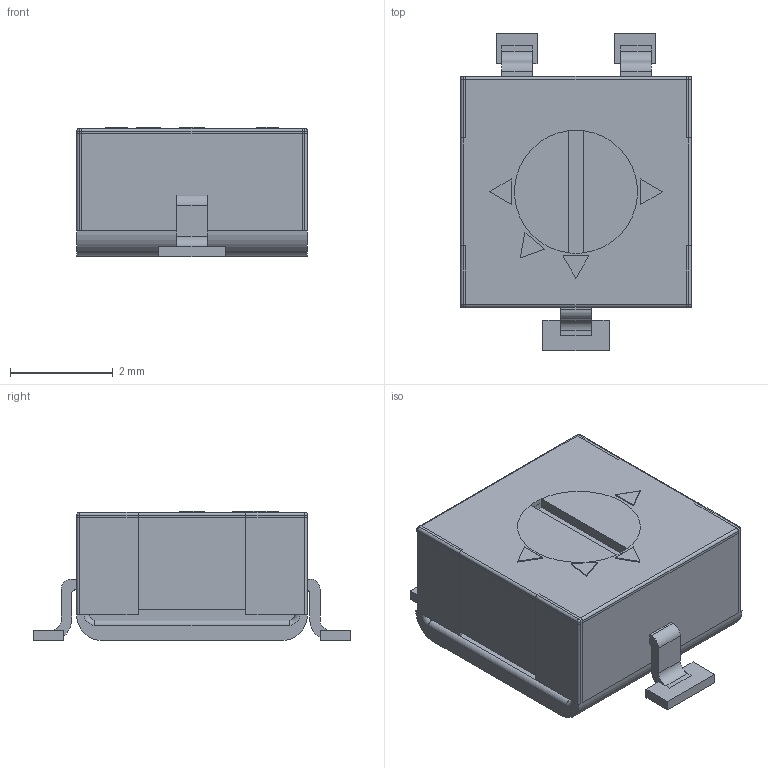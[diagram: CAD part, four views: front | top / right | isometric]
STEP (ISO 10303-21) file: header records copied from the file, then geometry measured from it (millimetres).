
FILE_DESCRIPTION(('FreeCAD Model'),'2;1');
FILE_NAME('Potentiometer_Bourns_3314G_Vertical.step','2018-09-30T12:18:18',('kicad StepUp'),('ksu MCAD'), 'Open CASCADE STEP processor 7.1','FreeCAD','Unknown');
FILE_SCHEMA(('AUTOMOTIVE_DESIGN { 1 0 10303 214 1 1 1 1 }'));
Length unit declared in the file: millimetre
Products named in the file (1): Potentiometer_Bourns_3314G_Vertical
Bounding box: 4.5 x 6.2 x 2.52 mm (x, y, z)
Volume: 50.4 mm3; surface area: 98.5 mm2
Topology: 1 solids, 1 shells, 176 faces, 433 edges, 266 vertices
Faces by surface type: plane 122, cylinder 46, sphere 4, torus 4
Entity records: 3442 total; most frequent: ORIENTED_EDGE 666, CARTESIAN_POINT 474, EDGE_CURVE 429, LINE 302, VERTEX_POINT 266, AXIS2_PLACEMENT_3D 215, FACE_BOUND 187, EDGE_LOOP 187
